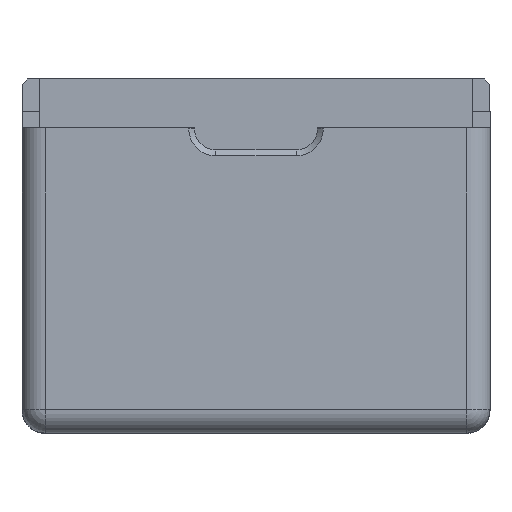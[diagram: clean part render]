
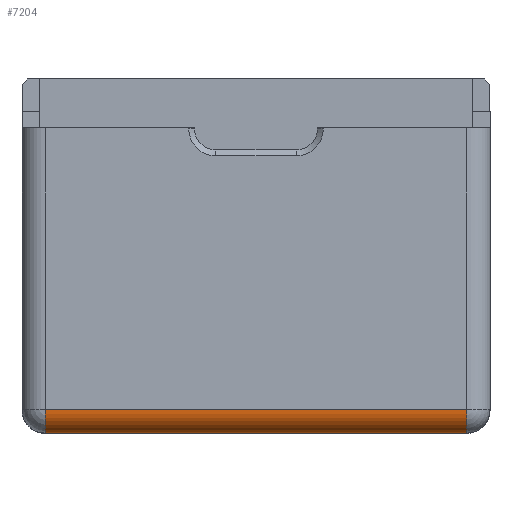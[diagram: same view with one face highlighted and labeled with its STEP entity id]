
A CAD part, front view. The second image highlights one B-rep face of the part: STEP entity #7204.
In plain terms, the highlighted cylindrical face has radius 2 mm (diameter 4 mm), a partial arc.
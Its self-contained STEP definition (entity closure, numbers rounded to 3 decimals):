
#1218 = PLANE('',#1219);
#1219 = AXIS2_PLACEMENT_3D('',#1220,#1221,#1222);
#1220 = CARTESIAN_POINT('',(0.,-60.75,-4.25));
#1221 = DIRECTION('',(-0.,-1.,-0.));
#1222 = DIRECTION('',(0.,0.,-1.));
#1330 = VERTEX_POINT('',#1331);
#1331 = CARTESIAN_POINT('',(-18.,-60.75,-18.5));
#1368 = SPHERICAL_SURFACE('',#1369,2.);
#1369 = AXIS2_PLACEMENT_3D('',#1370,#1371,#1372);
#1370 = CARTESIAN_POINT('',(-18.,-58.75,-18.5));
#1371 = DIRECTION('',(0.,1.,0.));
#1372 = DIRECTION('',(0.,0.,-1.));
#1384 = VERTEX_POINT('',#1385);
#1385 = CARTESIAN_POINT('',(-18.,-58.75,-20.5));
#1423 = PLANE('',#1424);
#1424 = AXIS2_PLACEMENT_3D('',#1425,#1426,#1427);
#1425 = CARTESIAN_POINT('',(0.,0.,-20.5));
#1426 = DIRECTION('',(0.,0.,1.));
#1427 = DIRECTION('',(1.,0.,0.));
#3551 = EDGE_CURVE('',#3552,#1330,#3554,.T.);
#3552 = VERTEX_POINT('',#3553);
#3553 = CARTESIAN_POINT('',(18.,-60.75,-18.5));
#3554 = SURFACE_CURVE('',#3555,(#3559,#3566),.PCURVE_S1.);
#3555 = LINE('',#3556,#3557);
#3556 = CARTESIAN_POINT('',(20.,-60.75,-18.5));
#3557 = VECTOR('',#3558,1.);
#3558 = DIRECTION('',(-1.,0.,0.));
#3559 = PCURVE('',#1218,#3560);
#3560 = DEFINITIONAL_REPRESENTATION('',(#3561),#3565);
#3561 = LINE('',#3562,#3563);
#3562 = CARTESIAN_POINT('',(14.25,20.));
#3563 = VECTOR('',#3564,1.);
#3564 = DIRECTION('',(0.,-1.));
#3565 = ( GEOMETRIC_REPRESENTATION_CONTEXT(2) 
PARAMETRIC_REPRESENTATION_CONTEXT() REPRESENTATION_CONTEXT('2D SPACE',''
  ) );
#3566 = PCURVE('',#3567,#3572);
#3567 = CYLINDRICAL_SURFACE('',#3568,2.);
#3568 = AXIS2_PLACEMENT_3D('',#3569,#3570,#3571);
#3569 = CARTESIAN_POINT('',(20.,-58.75,-18.5));
#3570 = DIRECTION('',(-1.,0.,0.));
#3571 = DIRECTION('',(0.,-1.,0.));
#3572 = DEFINITIONAL_REPRESENTATION('',(#3573),#3577);
#3573 = LINE('',#3574,#3575);
#3574 = CARTESIAN_POINT('',(-0.,0.));
#3575 = VECTOR('',#3576,1.);
#3576 = DIRECTION('',(-0.,1.));
#3577 = ( GEOMETRIC_REPRESENTATION_CONTEXT(2) 
PARAMETRIC_REPRESENTATION_CONTEXT() REPRESENTATION_CONTEXT('2D SPACE',''
  ) );
#3629 = EDGE_CURVE('',#1330,#1384,#3630,.T.);
#3630 = SURFACE_CURVE('',#3631,(#3636,#3642),.PCURVE_S1.);
#3631 = CIRCLE('',#3632,2.);
#3632 = AXIS2_PLACEMENT_3D('',#3633,#3634,#3635);
#3633 = CARTESIAN_POINT('',(-18.,-58.75,-18.5));
#3634 = DIRECTION('',(1.,-0.,0.));
#3635 = DIRECTION('',(0.,0.,-1.));
#3636 = PCURVE('',#1368,#3637);
#3637 = DEFINITIONAL_REPRESENTATION('',(#3638),#3641);
#3638 = B_SPLINE_CURVE_WITH_KNOTS('',1,(#3639,#3640),.UNSPECIFIED.,.F.,
  .F.,(2,2),(4.712,6.283),.PIECEWISE_BEZIER_KNOTS.);
#3639 = CARTESIAN_POINT('',(0.,-1.571));
#3640 = CARTESIAN_POINT('',(0.,0.));
#3641 = ( GEOMETRIC_REPRESENTATION_CONTEXT(2) 
PARAMETRIC_REPRESENTATION_CONTEXT() REPRESENTATION_CONTEXT('2D SPACE',''
  ) );
#3642 = PCURVE('',#3567,#3643);
#3643 = DEFINITIONAL_REPRESENTATION('',(#3644),#3647);
#3644 = B_SPLINE_CURVE_WITH_KNOTS('',1,(#3645,#3646),.UNSPECIFIED.,.F.,
  .F.,(2,2),(4.712,6.283),.PIECEWISE_BEZIER_KNOTS.);
#3645 = CARTESIAN_POINT('',(0.,38.));
#3646 = CARTESIAN_POINT('',(-1.571,38.));
#3647 = ( GEOMETRIC_REPRESENTATION_CONTEXT(2) 
PARAMETRIC_REPRESENTATION_CONTEXT() REPRESENTATION_CONTEXT('2D SPACE',''
  ) );
#3811 = EDGE_CURVE('',#3812,#1384,#3814,.T.);
#3812 = VERTEX_POINT('',#3813);
#3813 = CARTESIAN_POINT('',(18.,-58.75,-20.5));
#3814 = SURFACE_CURVE('',#3815,(#3819,#3826),.PCURVE_S1.);
#3815 = LINE('',#3816,#3817);
#3816 = CARTESIAN_POINT('',(20.,-58.75,-20.5));
#3817 = VECTOR('',#3818,1.);
#3818 = DIRECTION('',(-1.,0.,0.));
#3819 = PCURVE('',#1423,#3820);
#3820 = DEFINITIONAL_REPRESENTATION('',(#3821),#3825);
#3821 = LINE('',#3822,#3823);
#3822 = CARTESIAN_POINT('',(20.,-58.75));
#3823 = VECTOR('',#3824,1.);
#3824 = DIRECTION('',(-1.,0.));
#3825 = ( GEOMETRIC_REPRESENTATION_CONTEXT(2) 
PARAMETRIC_REPRESENTATION_CONTEXT() REPRESENTATION_CONTEXT('2D SPACE',''
  ) );
#3826 = PCURVE('',#3567,#3827);
#3827 = DEFINITIONAL_REPRESENTATION('',(#3828),#3832);
#3828 = LINE('',#3829,#3830);
#3829 = CARTESIAN_POINT('',(-1.571,0.));
#3830 = VECTOR('',#3831,1.);
#3831 = DIRECTION('',(-0.,1.));
#3832 = ( GEOMETRIC_REPRESENTATION_CONTEXT(2) 
PARAMETRIC_REPRESENTATION_CONTEXT() REPRESENTATION_CONTEXT('2D SPACE',''
  ) );
#7171 = SPHERICAL_SURFACE('',#7172,2.);
#7172 = AXIS2_PLACEMENT_3D('',#7173,#7174,#7175);
#7173 = CARTESIAN_POINT('',(18.,-58.75,-18.5));
#7174 = DIRECTION('',(0.,1.,0.));
#7175 = DIRECTION('',(0.,0.,-1.));
#7204 = ADVANCED_FACE('',(#7205),#3567,.T.);
#7205 = FACE_BOUND('',#7206,.F.);
#7206 = EDGE_LOOP('',(#7207,#7227,#7228,#7229));
#7207 = ORIENTED_EDGE('',*,*,#7208,.T.);
#7208 = EDGE_CURVE('',#3552,#3812,#7209,.T.);
#7209 = SURFACE_CURVE('',#7210,(#7215,#7221),.PCURVE_S1.);
#7210 = CIRCLE('',#7211,2.);
#7211 = AXIS2_PLACEMENT_3D('',#7212,#7213,#7214);
#7212 = CARTESIAN_POINT('',(18.,-58.75,-18.5));
#7213 = DIRECTION('',(1.,-0.,0.));
#7214 = DIRECTION('',(0.,0.,-1.));
#7215 = PCURVE('',#3567,#7216);
#7216 = DEFINITIONAL_REPRESENTATION('',(#7217),#7220);
#7217 = B_SPLINE_CURVE_WITH_KNOTS('',1,(#7218,#7219),.UNSPECIFIED.,.F.,
  .F.,(2,2),(4.712,6.283),.PIECEWISE_BEZIER_KNOTS.);
#7218 = CARTESIAN_POINT('',(0.,2.));
#7219 = CARTESIAN_POINT('',(-1.571,2.));
#7220 = ( GEOMETRIC_REPRESENTATION_CONTEXT(2) 
PARAMETRIC_REPRESENTATION_CONTEXT() REPRESENTATION_CONTEXT('2D SPACE',''
  ) );
#7221 = PCURVE('',#7171,#7222);
#7222 = DEFINITIONAL_REPRESENTATION('',(#7223),#7226);
#7223 = B_SPLINE_CURVE_WITH_KNOTS('',1,(#7224,#7225),.UNSPECIFIED.,.F.,
  .F.,(2,2),(4.712,6.283),.PIECEWISE_BEZIER_KNOTS.);
#7224 = CARTESIAN_POINT('',(0.,-1.571));
#7225 = CARTESIAN_POINT('',(0.,0.));
#7226 = ( GEOMETRIC_REPRESENTATION_CONTEXT(2) 
PARAMETRIC_REPRESENTATION_CONTEXT() REPRESENTATION_CONTEXT('2D SPACE',''
  ) );
#7227 = ORIENTED_EDGE('',*,*,#3811,.T.);
#7228 = ORIENTED_EDGE('',*,*,#3629,.F.);
#7229 = ORIENTED_EDGE('',*,*,#3551,.F.);
